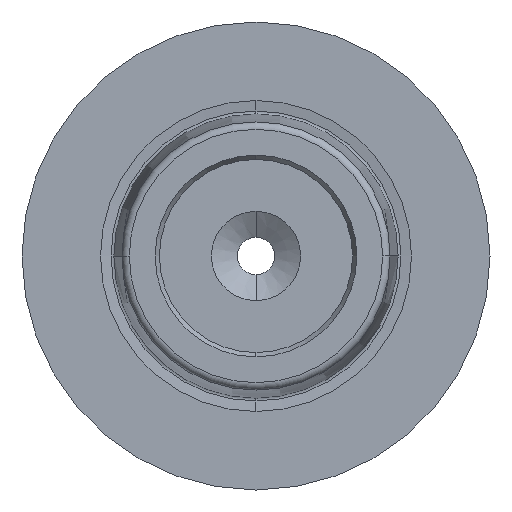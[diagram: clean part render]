
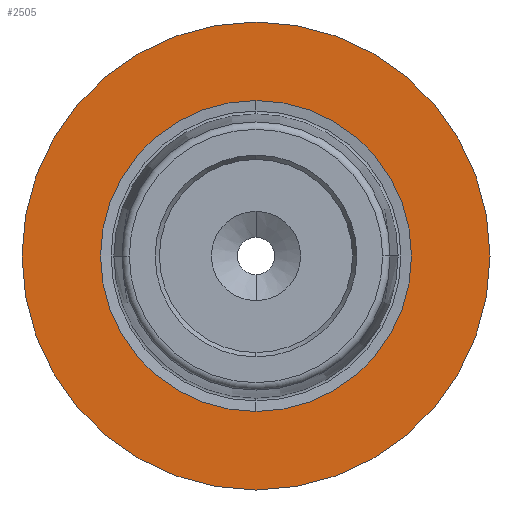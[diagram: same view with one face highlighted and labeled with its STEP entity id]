
A CAD part, left-side view. The second image highlights one B-rep face of the part: STEP entity #2505.
In plain terms, the highlighted planar face has unit normal (-1, 0, 0).
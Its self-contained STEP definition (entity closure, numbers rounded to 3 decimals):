
#114 = VERTEX_POINT ( 'NONE', #1237 ) ;
#139 = CARTESIAN_POINT ( 'NONE',  ( 0., 0., 0. ) ) ;
#224 = CARTESIAN_POINT ( 'NONE',  ( 0., 0., -20.93 ) ) ;
#437 = VERTEX_POINT ( 'NONE', #4024 ) ;
#619 = DIRECTION ( 'NONE',  ( 0., 0., 1. ) ) ;
#699 = CIRCLE ( 'NONE', #3846, 20.93 ) ;
#883 = CARTESIAN_POINT ( 'NONE',  ( 0., 0., 0. ) ) ;
#1237 = CARTESIAN_POINT ( 'NONE',  ( 0., 0., -31.5 ) ) ;
#1367 = DIRECTION ( 'NONE',  ( 0., 0., -1. ) ) ;
#1565 = EDGE_CURVE ( 'NONE', #6074, #3207, #3706, .T. ) ;
#1833 = PLANE ( 'NONE',  #2475 ) ;
#1851 = DIRECTION ( 'NONE',  ( -1., 0., 0. ) ) ;
#1985 = EDGE_CURVE ( 'NONE', #437, #114, #4694, .T. ) ;
#2076 = AXIS2_PLACEMENT_3D ( 'NONE', #5728, #2802, #6202 ) ;
#2389 = AXIS2_PLACEMENT_3D ( 'NONE', #2390, #5794, #2879 ) ;
#2390 = CARTESIAN_POINT ( 'NONE',  ( 0., 0., 0. ) ) ;
#2475 = AXIS2_PLACEMENT_3D ( 'NONE', #883, #4295, #1367 ) ;
#2505 = ADVANCED_FACE ( 'NONE', ( #3943, #5214 ), #1833, .F. ) ;
#2802 = DIRECTION ( 'NONE',  ( -1., 0., 0. ) ) ;
#2835 = EDGE_CURVE ( 'NONE', #114, #437, #3448, .T. ) ;
#2879 = DIRECTION ( 'NONE',  ( 0., 0., 1. ) ) ;
#2966 = EDGE_LOOP ( 'NONE', ( #5311, #5055 ) ) ;
#3084 = EDGE_CURVE ( 'NONE', #3207, #6074, #699, .T. ) ;
#3207 = VERTEX_POINT ( 'NONE', #6005 ) ;
#3448 = CIRCLE ( 'NONE', #4867, 31.5 ) ;
#3539 = DIRECTION ( 'NONE',  ( -1., 0., 0. ) ) ;
#3706 = CIRCLE ( 'NONE', #2076, 20.93 ) ;
#3846 = AXIS2_PLACEMENT_3D ( 'NONE', #139, #3539, #619 ) ;
#3943 = FACE_OUTER_BOUND ( 'NONE', #4558, .T. ) ;
#4024 = CARTESIAN_POINT ( 'NONE',  ( 0., 0., 31.5 ) ) ;
#4295 = DIRECTION ( 'NONE',  ( 1., 0., 0. ) ) ;
#4558 = EDGE_LOOP ( 'NONE', ( #4992, #4865 ) ) ;
#4694 = CIRCLE ( 'NONE', #2389, 31.5 ) ;
#4784 = CARTESIAN_POINT ( 'NONE',  ( 0., 0., 0. ) ) ;
#4865 = ORIENTED_EDGE ( 'NONE', *, *, #2835, .T. ) ;
#4867 = AXIS2_PLACEMENT_3D ( 'NONE', #4784, #1851, #5255 ) ;
#4992 = ORIENTED_EDGE ( 'NONE', *, *, #1985, .T. ) ;
#5055 = ORIENTED_EDGE ( 'NONE', *, *, #1565, .F. ) ;
#5214 = FACE_BOUND ( 'NONE', #2966, .T. ) ;
#5255 = DIRECTION ( 'NONE',  ( 0., 0., 1. ) ) ;
#5311 = ORIENTED_EDGE ( 'NONE', *, *, #3084, .F. ) ;
#5728 = CARTESIAN_POINT ( 'NONE',  ( 0., 0., 0. ) ) ;
#5794 = DIRECTION ( 'NONE',  ( -1., 0., 0. ) ) ;
#6005 = CARTESIAN_POINT ( 'NONE',  ( 0., 0., 20.93 ) ) ;
#6074 = VERTEX_POINT ( 'NONE', #224 ) ;
#6202 = DIRECTION ( 'NONE',  ( 0., 0., 1. ) ) ;
